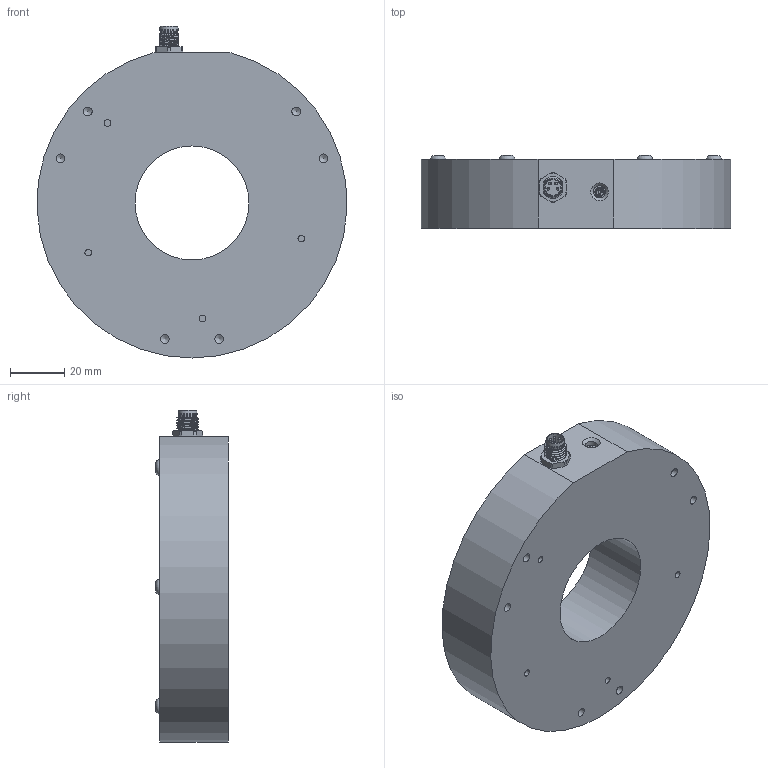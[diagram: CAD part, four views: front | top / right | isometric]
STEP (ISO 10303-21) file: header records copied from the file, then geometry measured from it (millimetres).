
FILE_DESCRIPTION(/* description */ (''),/* implementation_level */ '2;1');
FILE_NAME(/* name */ '20092 - E3D01v01 - RL115_Ring Light.stp',/* time_stamp */ '2021-04-30T11:54:00-05:00',/* author */ ('Jair ALT'),/* organization */ (''),/* preprocessor_version */ 'ST-DEVELOPER v18.1',/* originating_system */ 'Autodesk Inventor 2022',/* authorisation */ '');
FILE_SCHEMA (('AUTOMOTIVE_DESIGN { 1 0 10303 214 3 1 1 }'));
Products named in the file (82): 20092 - E3D01v01 - RL115_Ring Light; 20092 - PRT01v01 - RL115_Base redonda; 20092 - PRT02v01 - RL115_Difusor; 20092_PCB01v01 - RL115; Board20092_PCB01v01_-_RL115; DL320092_PCB01v01_-_RL115; DL120092_PCB01v01_-_RL115; D120092_PCB01v01_-_RL115; User_Library-SOD-123; DL220092_PCB01v01_-_RL115; R320092_PCB01v01_-_RL115; R220092_PCB01v01_-_RL115; R120092_PCB01v01_-_RL115; SW3dPS-0805_SMD_Resistor; L120092_PCB01v01_-_RL115; IHLP3232DZ; DL620092_PCB01v01_-_RL115; DL520092_PCB01v01_-_RL115; DL420092_PCB01v01_-_RL115; XLamp_XPG2_3D_STEP_RGB8421504; 2500-00565C_ASM; 2500-00565C; 2500-00565C-BT; 2500-00565C-SBN; 2500-00565C-SB; 2610-00066-DOME; 20111110_ol_Tina2-(OSL)-Assy_Mech_RGB8421504; D220092_PCB01v01_-_RL115; User_Library-PowerDI-5; User_Library-PowerDI-5_1_1; User_Library-PowerDI-5_2_1; User_Library-PowerDI-5_3_1; User_Library-PowerDI-5_4_1; CI120092_PCB01v01_-_RL115; S08; C720092_PCB01v01_-_RL115; C620092_PCB01v01_-_RL115; C520092_PCB01v01_-_RL115; User_Library-CAPC3225X10; C420092_PCB01v01_-_RL115 ...
Assembly tree (113 placements, depth 6):
  20092 - E3D01v01 - RL115_Ring Light
    20092 - PRT01v01 - RL115_Base redonda
    20092 - PRT02v01 - RL115_Difusor
    20092_PCB01v01 - RL115
      Board20092_PCB01v01_-_RL115
      DL320092_PCB01v01_-_RL115
        XLamp_XPG2_3D_STEP_RGB8421504
          2500-00565C_ASM
            2500-00565C
            2500-00565C-BT
            2500-00565C-SBN
            2500-00565C-SB
          2610-00066-DOME
        20111110_ol_Tina2-(OSL)-Assy_Mech_RGB8421504
      DL120092_PCB01v01_-_RL115
        XLamp_XPG2_3D_STEP_RGB8421504
          2500-00565C_ASM
            2500-00565C
            2500-00565C-BT
            2500-00565C-SBN
            2500-00565C-SB
          2610-00066-DOME
        20111110_ol_Tina2-(OSL)-Assy_Mech_RGB8421504
      D120092_PCB01v01_-_RL115
        User_Library-SOD-123
      DL220092_PCB01v01_-_RL115
        XLamp_XPG2_3D_STEP_RGB8421504
          2500-00565C_ASM
            2500-00565C
            2500-00565C-BT
            2500-00565C-SBN
            2500-00565C-SB
          2610-00066-DOME
        20111110_ol_Tina2-(OSL)-Assy_Mech_RGB8421504
      R320092_PCB01v01_-_RL115
        SW3dPS-0805_SMD_Resistor
      R220092_PCB01v01_-_RL115
        SW3dPS-0805_SMD_Resistor
      R120092_PCB01v01_-_RL115
        SW3dPS-0805_SMD_Resistor
      L120092_PCB01v01_-_RL115
        IHLP3232DZ
      DL620092_PCB01v01_-_RL115
        XLamp_XPG2_3D_STEP_RGB8421504
          2500-00565C_ASM
            2500-00565C
            2500-00565C-BT
            2500-00565C-SBN
            2500-00565C-SB
          2610-00066-DOME
        20111110_ol_Tina2-(OSL)-Assy_Mech_RGB8421504
      DL520092_PCB01v01_-_RL115
        XLamp_XPG2_3D_STEP_RGB8421504
          2500-00565C_ASM
            2500-00565C
            2500-00565C-BT
            2500-00565C-SBN
            2500-00565C-SB
          2610-00066-DOME
        20111110_ol_Tina2-(OSL)-Assy_Mech_RGB8421504
Bounding box: 114.22 x 26.85 x 122.36 mm (x, y, z)
Volume: 133157.2 mm3; surface area: 84801.7 mm2
Topology: 119 solids, 126 shells, 4985 faces, 12577 edges, 7878 vertices
Faces by surface type: plane 2287, cylinder 1026, bspline 1021, sphere 232, cone 227, torus 192
Full cylindrical faces by diameter (mm): 0.063 x12, 0.2 x1, 0.305 x2, 0.406 x1, 0.457 x2, 0.508 x4, 0.6 x4, 0.66 x2, 0.8 x6, 1 x4, 1.05 x4, 2.459 x10, 2.8 x12, 2.845 x1, 2.946 x1, 3 x6, 3.2 x4, 3.242 x6, 3.5 x6, 4.5 x1, 5.7 x6, 5.8 x1, 6.5 x1, 6.9 x1, 15.5 x6, 42 x1, 45 x1, 45.7 x1, 48 x1, 50 x1
Entity records: 92538 total; most frequent: CARTESIAN_POINT 36474, ORIENTED_EDGE 11302, DIRECTION 10176, EDGE_CURVE 5651, VERTEX_POINT 3725, LINE 3676, VECTOR 3676, AXIS2_PLACEMENT_3D 3250
